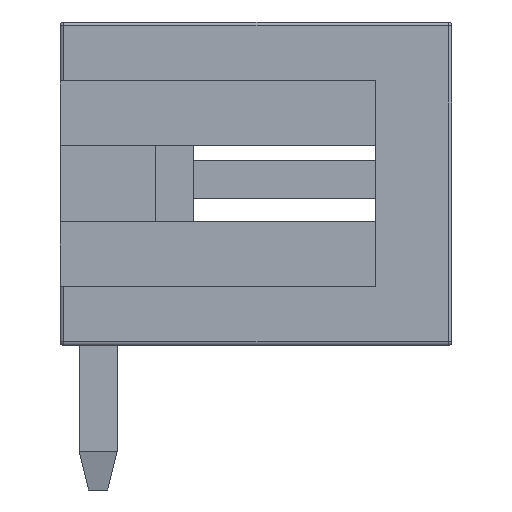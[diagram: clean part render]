
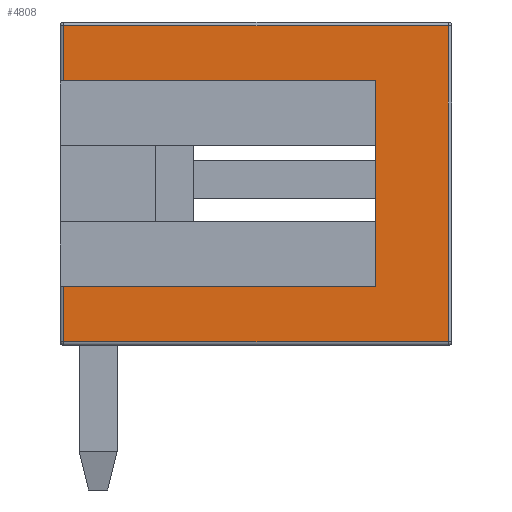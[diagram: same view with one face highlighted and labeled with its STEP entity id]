
A CAD part, left-side view. The second image highlights one B-rep face of the part: STEP entity #4808.
In plain terms, the highlighted planar face has unit normal (-1, 0, 0).
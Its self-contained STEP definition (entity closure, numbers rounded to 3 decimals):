
#2032 = VERTEX_POINT('',#2033);
#2033 = CARTESIAN_POINT('',(-2.8,0.9,0.1));
#2040 = EDGE_CURVE('',#2032,#2041,#2043,.T.);
#2041 = VERTEX_POINT('',#2042);
#2042 = CARTESIAN_POINT('',(-2.8,-9.2,0.1));
#2043 = LINE('',#2044,#2045);
#2044 = CARTESIAN_POINT('',(-2.8,1.,0.1));
#2045 = VECTOR('',#2046,1.);
#2046 = DIRECTION('',(0.,-1.,0.));
#4808 = ADVANCED_FACE('',(#4809),#4866,.F.);
#4809 = FACE_BOUND('',#4810,.F.);
#4810 = EDGE_LOOP('',(#4811,#4812,#4820,#4828,#4836,#4844,#4852,#4860));
#4811 = ORIENTED_EDGE('',*,*,#2040,.F.);
#4812 = ORIENTED_EDGE('',*,*,#4813,.F.);
#4813 = EDGE_CURVE('',#4814,#2032,#4816,.T.);
#4814 = VERTEX_POINT('',#4815);
#4815 = CARTESIAN_POINT('',(-2.8,0.9,1.55));
#4816 = LINE('',#4817,#4818);
#4817 = CARTESIAN_POINT('',(-2.8,0.9,8.5));
#4818 = VECTOR('',#4819,1.);
#4819 = DIRECTION('',(0.,0.,-1.));
#4820 = ORIENTED_EDGE('',*,*,#4821,.F.);
#4821 = EDGE_CURVE('',#4822,#4814,#4824,.T.);
#4822 = VERTEX_POINT('',#4823);
#4823 = CARTESIAN_POINT('',(-2.8,-7.3,1.55));
#4824 = LINE('',#4825,#4826);
#4825 = CARTESIAN_POINT('',(-2.8,-3.15,1.55));
#4826 = VECTOR('',#4827,1.);
#4827 = DIRECTION('',(0.,1.,0.));
#4828 = ORIENTED_EDGE('',*,*,#4829,.F.);
#4829 = EDGE_CURVE('',#4830,#4822,#4832,.T.);
#4830 = VERTEX_POINT('',#4831);
#4831 = CARTESIAN_POINT('',(-2.8,-7.3,6.95));
#4832 = LINE('',#4833,#4834);
#4833 = CARTESIAN_POINT('',(-2.8,-7.3,6.375));
#4834 = VECTOR('',#4835,1.);
#4835 = DIRECTION('',(0.,0.,-1.));
#4836 = ORIENTED_EDGE('',*,*,#4837,.F.);
#4837 = EDGE_CURVE('',#4838,#4830,#4840,.T.);
#4838 = VERTEX_POINT('',#4839);
#4839 = CARTESIAN_POINT('',(-2.8,0.9,6.95));
#4840 = LINE('',#4841,#4842);
#4841 = CARTESIAN_POINT('',(-2.8,5.15,6.95));
#4842 = VECTOR('',#4843,1.);
#4843 = DIRECTION('',(0.,-1.,0.));
#4844 = ORIENTED_EDGE('',*,*,#4845,.F.);
#4845 = EDGE_CURVE('',#4846,#4838,#4848,.T.);
#4846 = VERTEX_POINT('',#4847);
#4847 = CARTESIAN_POINT('',(-2.8,0.9,8.4));
#4848 = LINE('',#4849,#4850);
#4849 = CARTESIAN_POINT('',(-2.8,0.9,8.5));
#4850 = VECTOR('',#4851,1.);
#4851 = DIRECTION('',(0.,0.,-1.));
#4852 = ORIENTED_EDGE('',*,*,#4853,.T.);
#4853 = EDGE_CURVE('',#4846,#4854,#4856,.T.);
#4854 = VERTEX_POINT('',#4855);
#4855 = CARTESIAN_POINT('',(-2.8,-9.2,8.4));
#4856 = LINE('',#4857,#4858);
#4857 = CARTESIAN_POINT('',(-2.8,1.,8.4));
#4858 = VECTOR('',#4859,1.);
#4859 = DIRECTION('',(0.,-1.,0.));
#4860 = ORIENTED_EDGE('',*,*,#4861,.T.);
#4861 = EDGE_CURVE('',#4854,#2041,#4862,.T.);
#4862 = LINE('',#4863,#4864);
#4863 = CARTESIAN_POINT('',(-2.8,-9.2,8.5));
#4864 = VECTOR('',#4865,1.);
#4865 = DIRECTION('',(0.,0.,-1.));
#4866 = PLANE('',#4867);
#4867 = AXIS2_PLACEMENT_3D('',#4868,#4869,#4870);
#4868 = CARTESIAN_POINT('',(-2.8,1.,8.5));
#4869 = DIRECTION('',(1.,0.,0.));
#4870 = DIRECTION('',(0.,0.,-1.));
